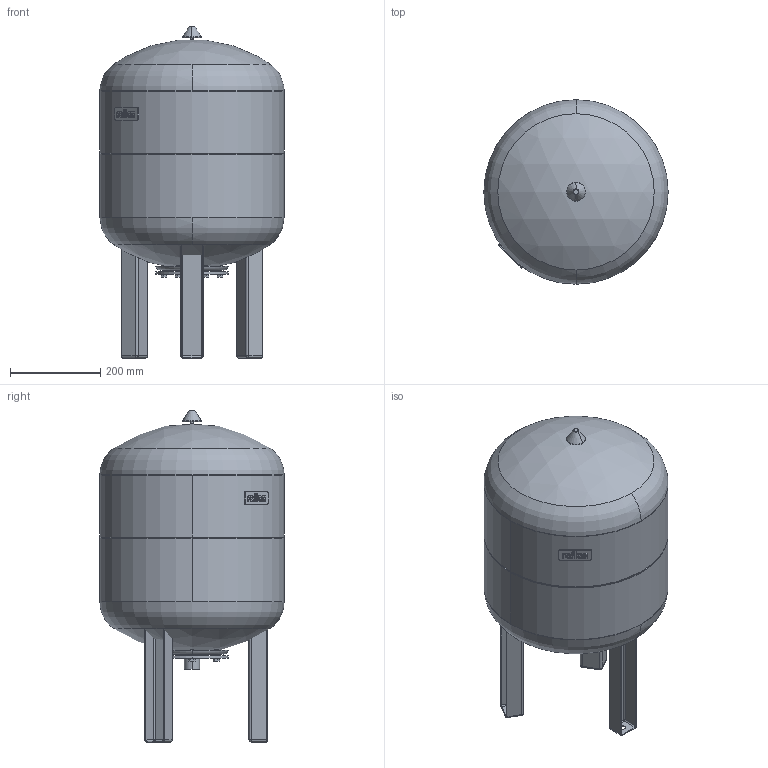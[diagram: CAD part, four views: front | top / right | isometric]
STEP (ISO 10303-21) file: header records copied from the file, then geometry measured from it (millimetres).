
FILE_DESCRIPTION((''),'2;1');
FILE_NAME('3d_DE60_10bar-7306400.stp','2010-09-15T13:32:45',(''),(''),'Mechanical Desktop 2009','Mechanical Desktop 2009',', , ');
FILE_SCHEMA(('CONFIG_CONTROL_DESIGN'));
Length unit declared in the file: millimetre
Products named in the file (1): Product
Bounding box: 409 x 409 x 737 mm (x, y, z)
Volume: 57119197.4 mm3; surface area: 1588748.9 mm2
Topology: 16 solids, 16 shells, 348 faces, 800 edges, 495 vertices
Faces by surface type: plane 155, cylinder 125, torus 26, cone 22, bspline 12, sphere 8
Entity records: 10297 total; most frequent: CARTESIAN_POINT 2124, DIRECTION 1806, ORIENTED_EDGE 1576, EDGE_CURVE 788, AXIS2_PLACEMENT_3D 681, VERTEX_POINT 494, VECTOR 444, LINE 444
